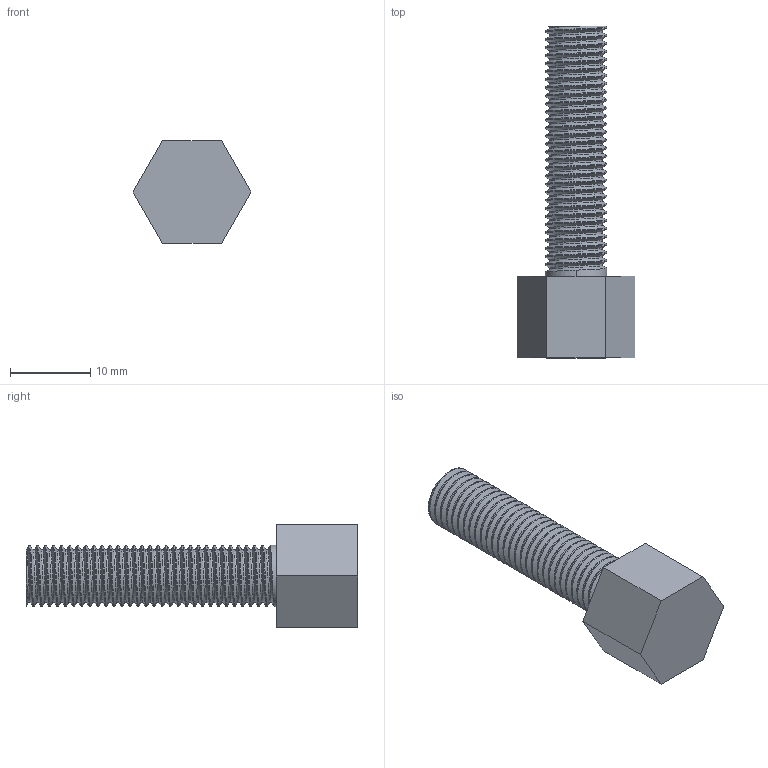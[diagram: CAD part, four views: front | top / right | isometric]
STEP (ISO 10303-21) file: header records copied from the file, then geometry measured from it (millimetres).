
FILE_DESCRIPTION (( 'STEP AP203' ), '1' );
FILE_NAME ('M7ish Screw.STEP', '2024-10-23T17:13:03', ( '' ), ( '' ), 'SwSTEP 2.0', 'SolidWorks 2024', '' );
FILE_SCHEMA (( 'CONFIG_CONTROL_DESIGN' ));
Length unit declared in the file: inch
Products named in the file (1): M7ish Screw
Bounding box: 14.66 x 41.27 x 12.7 mm (x, y, z)
Volume: 2642.8 mm3; surface area: 1840.1 mm2
Topology: 1 solids, 1 shells, 76 faces, 218 edges, 145 vertices
Faces by surface type: cylinder 63, plane 10, bspline 3
Entity records: 7755 total; most frequent: CARTESIAN_POINT 6085, ORIENTED_EDGE 436, DIRECTION 235, EDGE_CURVE 218, VERTEX_POINT 145, LINE 81, VECTOR 81, EDGE_LOOP 77
